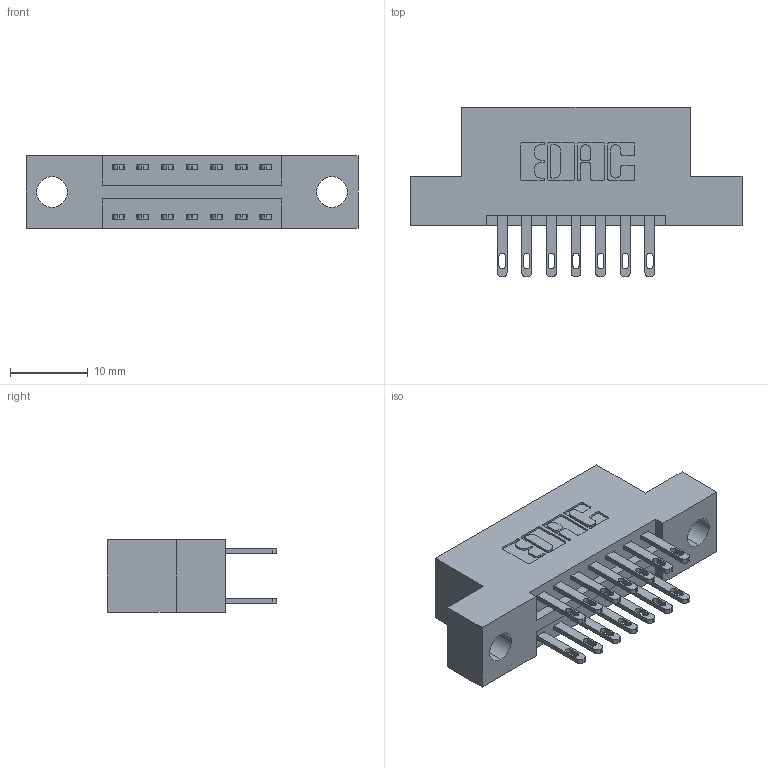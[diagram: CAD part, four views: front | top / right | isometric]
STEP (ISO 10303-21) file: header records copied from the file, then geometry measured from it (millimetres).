
FILE_DESCRIPTION (( 'STEP AP203' ), '1' );
FILE_NAME ('346-014-500-204.STEP', '2022-05-18T13:49:14', ( '' ), ( '' ), 'SwSTEP 2.0', 'SolidWorks 2020', '' );
FILE_SCHEMA (( 'CONFIG_CONTROL_DESIGN' ));
Length unit declared in the file: inch
Products named in the file (3): 345-292-001_345-293-100; 346 Part_Flush Mounting Lugs - 0.156 Dia-TH; 346-014-500-204
Assembly tree (15 placements, depth 2):
  346-014-500-204
    346 Part_Flush Mounting Lugs - 0.156 Dia-TH
    345-292-001_345-293-100  x14
Bounding box: 42.8 x 21.84 x 9.4 mm (x, y, z)
Volume: 3838.4 mm3; surface area: 4720.5 mm2
Topology: 15 solids, 15 shells, 808 faces, 2423 edges, 1614 vertices
Faces by surface type: plane 496, cylinder 312
Entity records: 9629 total; most frequent: CARTESIAN_POINT 1638, ORIENTED_EDGE 1570, DIRECTION 1497, EDGE_CURVE 785, LINE 621, VECTOR 621, VERTEX_POINT 522, AXIS2_PLACEMENT_3D 438
